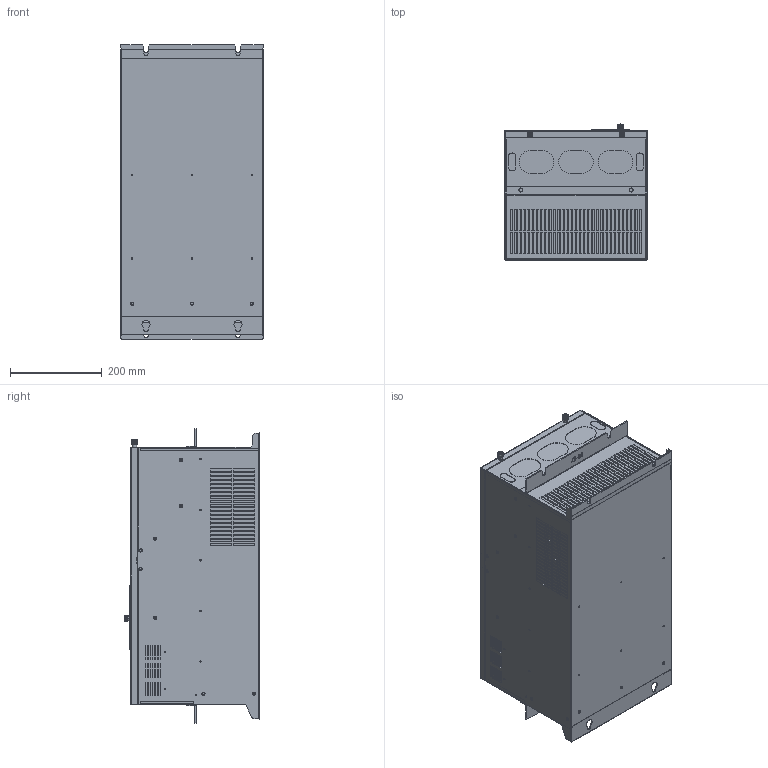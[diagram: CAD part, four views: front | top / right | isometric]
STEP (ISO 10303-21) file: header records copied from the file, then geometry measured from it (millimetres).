
FILE_DESCRIPTION (( 'STEP AP203' ), '1' );
FILE_NAME ('A650-90.STEP', '2023-08-24T14:22:57', ( '' ), ( '' ), 'SwSTEP 2.0', 'SolidWorks 2022', '' );
FILE_SCHEMA (( 'CONFIG_CONTROL_DESIGN' ));
Products named in the file (1): A650-90
Bounding box: 310 x 295.39 x 640 mm (x, y, z)
Volume: 48404003.3 mm3; surface area: 1770468.4 mm2
Topology: 1 solids, 27 shells, 5028 faces, 13838 edges, 9079 vertices
Faces by surface type: plane 3631, cylinder 715, bspline 430, cone 211, torus 38, sphere 3
Entity records: 178422 total; most frequent: CARTESIAN_POINT 53630, ORIENTED_EDGE 27670, DIRECTION 22629, EDGE_CURVE 13835, LINE 9493, VECTOR 9493, VERTEX_POINT 9079, AXIS2_PLACEMENT_3D 6568
